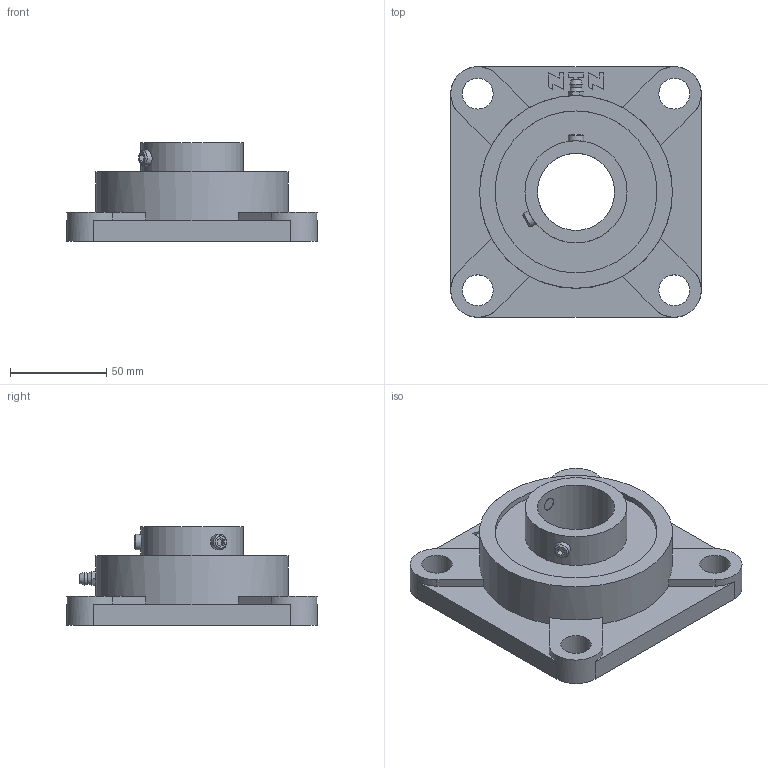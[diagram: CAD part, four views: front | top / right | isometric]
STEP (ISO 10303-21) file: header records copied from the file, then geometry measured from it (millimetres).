
FILE_DESCRIPTION(/* description */ ('STEP AP203'),/* implementation_level */ '2;1');
FILE_NAME(/* name */ 'UCF208D1(40_D1)',/* time_stamp */ '2023-03-28T11:43:52+02:00',/* author */ ('License CC BY-ND 4.0'),/* organization */ ('CADENAS'),/* preprocessor_version */ 'ST-DEVELOPER v19.3',/* originating_system */ 'PARTsolutions',/* authorisation */ ' ');
FILE_SCHEMA (('CONFIG_CONTROL_DESIGN'));
Length unit declared in the file: millimetre
Products named in the file (3): UCF208D1(40,D1); GA-1/4-28UNFGNUCF; UCF208D1 Housing
Assembly tree (2 placements, depth 2):
  UCF208D1(40,D1)
    GA-1/4-28UNFGNUCF
    UCF208D1 Housing
Bounding box: 130 x 130 x 51.2 mm (x, y, z)
Volume: 269268.1 mm3; surface area: 62637.5 mm2
Topology: 2 solids, 2 shells, 124 faces, 308 edges, 202 vertices
Faces by surface type: plane 95, cylinder 22, cone 7
Full cylindrical faces by diameter (mm): 6.773 x2, 8 x2, 16 x4, 40 x1, 53 x2, 84 x2, 100 x1
Entity records: 3646 total; most frequent: CARTESIAN_POINT 648, DIRECTION 601, ORIENTED_EDGE 566, EDGE_CURVE 283, LINE 211, VECTOR 211, VERTEX_POINT 198, AXIS2_PLACEMENT_3D 195
